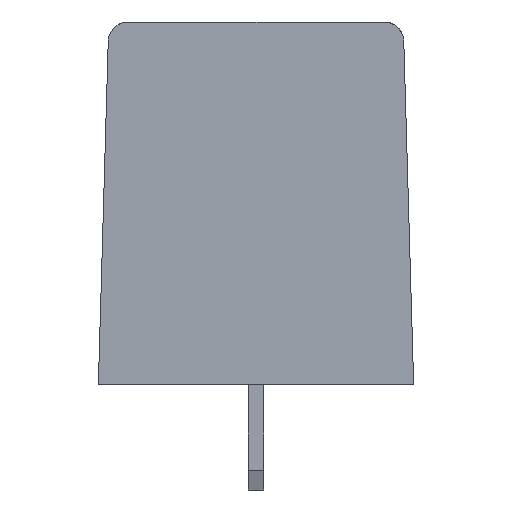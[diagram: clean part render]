
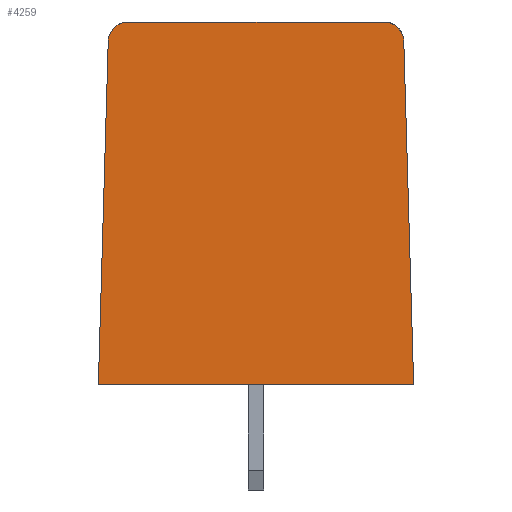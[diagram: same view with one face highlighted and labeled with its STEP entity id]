
A CAD part, left-side view. The second image highlights one B-rep face of the part: STEP entity #4259.
In plain terms, the highlighted planar face has unit normal (-1, 0, 0).
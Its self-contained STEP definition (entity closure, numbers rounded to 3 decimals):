
#4127 = VERTEX_POINT('',#4128);
#4128 = CARTESIAN_POINT('',(-0.625,6.5,18.4));
#4134 = EDGE_CURVE('',#4127,#4135,#4137,.T.);
#4135 = VERTEX_POINT('',#4136);
#4136 = CARTESIAN_POINT('',(-0.625,-6.5,18.4));
#4137 = LINE('',#4138,#4139);
#4138 = CARTESIAN_POINT('',(-0.625,8.,18.4));
#4139 = VECTOR('',#4140,1.);
#4140 = DIRECTION('',(0.,-1.,0.));
#4174 = VERTEX_POINT('',#4175);
#4175 = CARTESIAN_POINT('',(-0.625,7.5,17.429));
#4181 = EDGE_CURVE('',#4174,#4127,#4182,.T.);
#4182 = CIRCLE('',#4183,1.);
#4183 = AXIS2_PLACEMENT_3D('',#4184,#4185,#4186);
#4184 = CARTESIAN_POINT('',(-0.625,6.5,17.4));
#4185 = DIRECTION('',(1.,0.,0.));
#4186 = DIRECTION('',(0.,1.,0.));
#4240 = EDGE_CURVE('',#4135,#4241,#4243,.T.);
#4241 = VERTEX_POINT('',#4242);
#4242 = CARTESIAN_POINT('',(-0.625,-7.5,17.429));
#4243 = CIRCLE('',#4244,1.);
#4244 = AXIS2_PLACEMENT_3D('',#4245,#4246,#4247);
#4245 = CARTESIAN_POINT('',(-0.625,-6.5,17.4));
#4246 = DIRECTION('',(1.,0.,0.));
#4247 = DIRECTION('',(0.,1.,0.));
#4259 = ADVANCED_FACE('',(#4260),#4287,.T.);
#4260 = FACE_BOUND('',#4261,.T.);
#4261 = EDGE_LOOP('',(#4262,#4270,#4278,#4284,#4285,#4286));
#4262 = ORIENTED_EDGE('',*,*,#4263,.F.);
#4263 = EDGE_CURVE('',#4264,#4174,#4266,.T.);
#4264 = VERTEX_POINT('',#4265);
#4265 = CARTESIAN_POINT('',(-0.625,8.,0.));
#4266 = LINE('',#4267,#4268);
#4267 = CARTESIAN_POINT('',(-0.625,7.75,8.714));
#4268 = VECTOR('',#4269,1.);
#4269 = DIRECTION('',(0.,-0.029,1.));
#4270 = ORIENTED_EDGE('',*,*,#4271,.T.);
#4271 = EDGE_CURVE('',#4264,#4272,#4274,.T.);
#4272 = VERTEX_POINT('',#4273);
#4273 = CARTESIAN_POINT('',(-0.625,-8.,0.));
#4274 = LINE('',#4275,#4276);
#4275 = CARTESIAN_POINT('',(-0.625,8.,0.));
#4276 = VECTOR('',#4277,1.);
#4277 = DIRECTION('',(0.,-1.,0.));
#4278 = ORIENTED_EDGE('',*,*,#4279,.F.);
#4279 = EDGE_CURVE('',#4241,#4272,#4280,.T.);
#4280 = LINE('',#4281,#4282);
#4281 = CARTESIAN_POINT('',(-0.625,-7.993,0.229));
#4282 = VECTOR('',#4283,1.);
#4283 = DIRECTION('',(0.,-0.029,-1.));
#4284 = ORIENTED_EDGE('',*,*,#4240,.F.);
#4285 = ORIENTED_EDGE('',*,*,#4134,.F.);
#4286 = ORIENTED_EDGE('',*,*,#4181,.F.);
#4287 = PLANE('',#4288);
#4288 = AXIS2_PLACEMENT_3D('',#4289,#4290,#4291);
#4289 = CARTESIAN_POINT('',(-0.625,8.,0.));
#4290 = DIRECTION('',(-1.,0.,0.));
#4291 = DIRECTION('',(0.,0.,1.));
